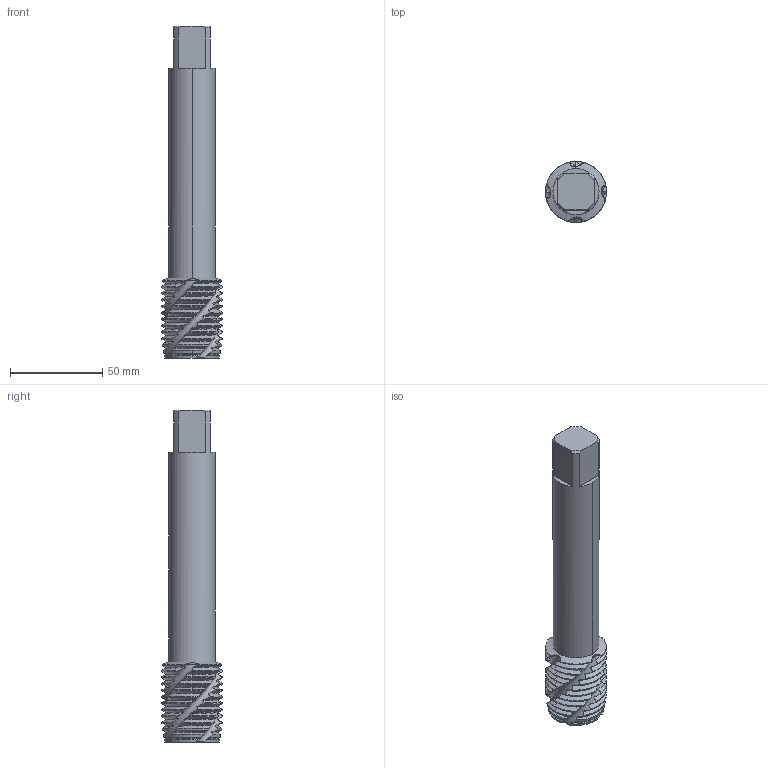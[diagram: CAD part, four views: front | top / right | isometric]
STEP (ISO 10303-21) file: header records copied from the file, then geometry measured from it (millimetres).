
FILE_DESCRIPTION(('no description'),'unknown implementation level');
FILE_NAME('solidDW80DUvnDUkspGb9AmJb96Tz2jQ_1.STP',' ',('CIM GmbH Aachen'),('CADClick - KiM GmbH - www.kimweb.de'),'unknown preprocess','ACIS','unknown authorization');
FILE_SCHEMA(('automotive_design'));
Length unit declared in the file: millimetre
Products named in the file (2): 1; 2
Bounding box: 33 x 33 x 180 mm (x, y, z)
Volume: 95426.2 mm3; surface area: 26098.1 mm2
Topology: 2 solids, 2 shells, 329 faces, 935 edges, 610 vertices
Faces by surface type: cone 164, cylinder 136, plane 17, bspline 8, revolution 4
Entity records: 28432 total; most frequent: CARTESIAN_POINT 10071, STYLED_ITEM 1876, PRESENTATION_STYLE_ASSIGNMENT 1876, COLOUR_RGB 1876, ORIENTED_EDGE 1870, DIRECTION 1483, EDGE_CURVE 935, CURVE_STYLE 935
